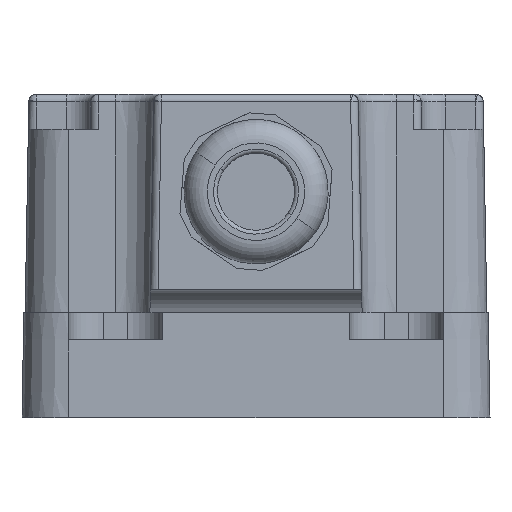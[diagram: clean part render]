
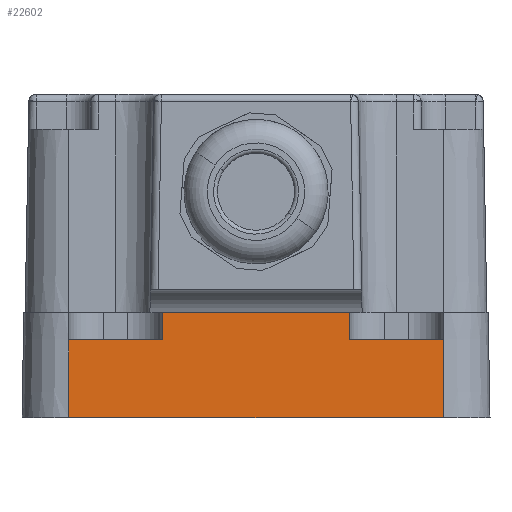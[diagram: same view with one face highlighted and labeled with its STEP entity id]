
A CAD part, front view. The second image highlights one B-rep face of the part: STEP entity #22602.
In plain terms, the highlighted planar face has unit normal (0, -1, 0.018).
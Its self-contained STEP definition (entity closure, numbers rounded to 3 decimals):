
#22585=AXIS2_PLACEMENT_3D('Plane Axis2P3D',#22582,#22583,#22584) ;
#156=CARTESIAN_POINT('Vertex',(54.,26.332,0.)) ;
#159=CARTESIAN_POINT('Line Origine',(30.,26.332,0.)) ;
#163=CARTESIAN_POINT('Vertex',(6.,26.332,0.)) ;
#3140=CARTESIAN_POINT('Vertex',(18.,26.507,10.)) ;
#3170=CARTESIAN_POINT('Vertex',(6.,26.507,10.)) ;
#3173=CARTESIAN_POINT('Line Origine',(12.,26.507,10.)) ;
#3278=CARTESIAN_POINT('Vertex',(18.,26.568,13.5)) ;
#3281=CARTESIAN_POINT('Line Origine',(30.,26.568,13.5)) ;
#3285=CARTESIAN_POINT('Vertex',(42.,26.568,13.5)) ;
#3310=CARTESIAN_POINT('Vertex',(42.,26.507,10.)) ;
#3327=CARTESIAN_POINT('Line Origine',(42.,26.537,11.75)) ;
#3357=CARTESIAN_POINT('Vertex',(54.,26.507,10.)) ;
#22153=CARTESIAN_POINT('Line Origine',(48.,26.507,10.)) ;
#22250=CARTESIAN_POINT('Line Origine',(18.,26.537,11.75)) ;
#22568=CARTESIAN_POINT('Line Origine',(54.,-8696.871,-499751.978)) ;
#22582=CARTESIAN_POINT('Axis2P3D Location',(0.,26.332,0.)) ;
#22587=CARTESIAN_POINT('Line Origine',(6.,26.419,5.)) ;
#160=DIRECTION('Vector Direction',(1.,0.,0.)) ;
#3174=DIRECTION('Vector Direction',(1.,0.,0.)) ;
#3282=DIRECTION('Vector Direction',(1.,0.,0.)) ;
#3328=DIRECTION('Vector Direction',(0.,-0.017,-1.)) ;
#22154=DIRECTION('Vector Direction',(1.,0.,0.)) ;
#22251=DIRECTION('Vector Direction',(0.,-0.017,-1.)) ;
#22569=DIRECTION('Vector Direction',(0.,-0.017,-1.)) ;
#22583=DIRECTION('Axis2P3D Direction',(0.,1.,-0.017)) ;
#22584=DIRECTION('Axis2P3D XDirection',(1.,0.,0.)) ;
#22588=DIRECTION('Vector Direction',(0.,-0.017,-1.)) ;
#161=VECTOR('Line Direction',#160,1.) ;
#3175=VECTOR('Line Direction',#3174,1.) ;
#3283=VECTOR('Line Direction',#3282,1.) ;
#3329=VECTOR('Line Direction',#3328,1.) ;
#22155=VECTOR('Line Direction',#22154,1.) ;
#22252=VECTOR('Line Direction',#22251,1.) ;
#22570=VECTOR('Line Direction',#22569,1.) ;
#22589=VECTOR('Line Direction',#22588,1.) ;
#22593=ORIENTED_EDGE('',*,*,#22591,.F.) ;
#22594=ORIENTED_EDGE('',*,*,#165,.F.) ;
#22595=ORIENTED_EDGE('',*,*,#22572,.T.) ;
#22596=ORIENTED_EDGE('',*,*,#22157,.T.) ;
#22597=ORIENTED_EDGE('',*,*,#3331,.F.) ;
#22598=ORIENTED_EDGE('',*,*,#3287,.F.) ;
#22599=ORIENTED_EDGE('',*,*,#22254,.T.) ;
#22600=ORIENTED_EDGE('',*,*,#3177,.F.) ;
#22602=ADVANCED_FACE('Hauptk\X2\00F6\X0\rper.1',(#22601),#22586,.F.) ;
#165=EDGE_CURVE('',#157,#164,#162,.F.) ;
#3177=EDGE_CURVE('',#3171,#3141,#3176,.T.) ;
#3287=EDGE_CURVE('',#3279,#3286,#3284,.T.) ;
#3331=EDGE_CURVE('',#3286,#3311,#3330,.T.) ;
#22157=EDGE_CURVE('',#3358,#3311,#22156,.F.) ;
#22254=EDGE_CURVE('',#3279,#3141,#22253,.T.) ;
#22572=EDGE_CURVE('',#157,#3358,#22571,.F.) ;
#22591=EDGE_CURVE('',#164,#3171,#22590,.F.) ;
#22592=EDGE_LOOP('',(#22593,#22594,#22595,#22596,#22597,#22598,#22599,#22600)) ;
#22601=FACE_OUTER_BOUND('',#22592,.T.) ;
#162=LINE('Line',#159,#161) ;
#3176=LINE('Line',#3173,#3175) ;
#3284=LINE('Line',#3281,#3283) ;
#3330=LINE('Line',#3327,#3329) ;
#22156=LINE('Line',#22153,#22155) ;
#22253=LINE('Line',#22250,#22252) ;
#22571=LINE('Line',#22568,#22570) ;
#22590=LINE('Line',#22587,#22589) ;
#22586=PLANE('',#22585) ;
#157=VERTEX_POINT('',#156) ;
#164=VERTEX_POINT('',#163) ;
#3141=VERTEX_POINT('',#3140) ;
#3171=VERTEX_POINT('',#3170) ;
#3279=VERTEX_POINT('',#3278) ;
#3286=VERTEX_POINT('',#3285) ;
#3311=VERTEX_POINT('',#3310) ;
#3358=VERTEX_POINT('',#3357) ;
